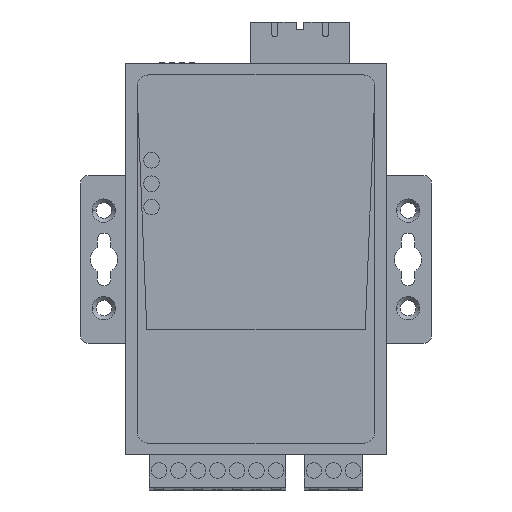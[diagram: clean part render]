
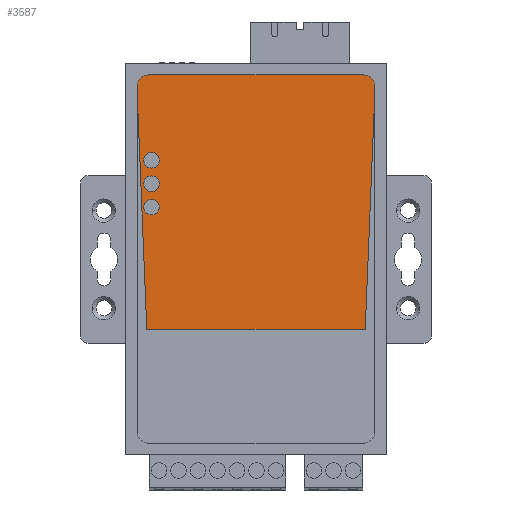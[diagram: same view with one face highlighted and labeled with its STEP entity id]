
A CAD part, top view. The second image highlights one B-rep face of the part: STEP entity #3587.
In plain terms, the highlighted planar face has unit normal (0, 0, 1).
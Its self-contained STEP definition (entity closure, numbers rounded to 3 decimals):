
#3433=AXIS2_PLACEMENT_3D('Circle Axis2P3D',#3431,#3432,$) ;
#3465=AXIS2_PLACEMENT_3D('Circle Axis2P3D',#3463,#3464,$) ;
#3479=AXIS2_PLACEMENT_3D('Plane Axis2P3D',#3476,#3477,#3478) ;
#3506=AXIS2_PLACEMENT_3D('Circle Axis2P3D',#3504,#3505,$) ;
#3520=AXIS2_PLACEMENT_3D('Circle Axis2P3D',#3518,#3519,$) ;
#3553=AXIS2_PLACEMENT_3D('Circle Axis2P3D',#3551,#3552,$) ;
#3562=AXIS2_PLACEMENT_3D('Circle Axis2P3D',#3560,#3561,$) ;
#3571=AXIS2_PLACEMENT_3D('Circle Axis2P3D',#3569,#3570,$) ;
#3580=AXIS2_PLACEMENT_3D('Circle Axis2P3D',#3578,#3579,$) ;
#3428=CARTESIAN_POINT('Vertex',(16.2,84.52,21.1)) ;
#3431=CARTESIAN_POINT('Axis2P3D Location',(18.2,84.52,21.1)) ;
#3435=CARTESIAN_POINT('Vertex',(20.2,84.52,21.1)) ;
#3463=CARTESIAN_POINT('Axis2P3D Location',(18.2,84.52,21.1)) ;
#3476=CARTESIAN_POINT('Axis2P3D Location',(0.,-1.59,21.1)) ;
#3481=CARTESIAN_POINT('Line Origine',(45.,41.15,21.1)) ;
#3485=CARTESIAN_POINT('Vertex',(17.,41.15,21.1)) ;
#3487=CARTESIAN_POINT('Vertex',(73.,41.15,21.1)) ;
#3490=CARTESIAN_POINT('Line Origine',(74.25,71.775,21.1)) ;
#3494=CARTESIAN_POINT('Vertex',(75.5,102.4,21.1)) ;
#3497=CARTESIAN_POINT('Line Origine',(75.5,102.9,21.1)) ;
#3501=CARTESIAN_POINT('Vertex',(75.5,103.4,21.1)) ;
#3504=CARTESIAN_POINT('Axis2P3D Location',(72.5,103.4,21.1)) ;
#3508=CARTESIAN_POINT('Vertex',(72.5,106.4,21.1)) ;
#3511=CARTESIAN_POINT('Line Origine',(45.,106.4,21.1)) ;
#3515=CARTESIAN_POINT('Vertex',(17.5,106.4,21.1)) ;
#3518=CARTESIAN_POINT('Axis2P3D Location',(17.5,103.4,21.1)) ;
#3522=CARTESIAN_POINT('Vertex',(14.5,103.4,21.1)) ;
#3525=CARTESIAN_POINT('Line Origine',(14.5,102.9,21.1)) ;
#3529=CARTESIAN_POINT('Vertex',(14.5,102.4,21.1)) ;
#3532=CARTESIAN_POINT('Line Origine',(15.75,71.775,21.1)) ;
#3551=CARTESIAN_POINT('Axis2P3D Location',(18.2,78.52,21.1)) ;
#3555=CARTESIAN_POINT('Vertex',(20.2,78.52,21.1)) ;
#3557=CARTESIAN_POINT('Vertex',(16.2,78.52,21.1)) ;
#3560=CARTESIAN_POINT('Axis2P3D Location',(18.2,78.52,21.1)) ;
#3569=CARTESIAN_POINT('Axis2P3D Location',(18.2,72.52,21.1)) ;
#3573=CARTESIAN_POINT('Vertex',(20.2,72.52,21.1)) ;
#3575=CARTESIAN_POINT('Vertex',(16.2,72.52,21.1)) ;
#3578=CARTESIAN_POINT('Axis2P3D Location',(18.2,72.52,21.1)) ;
#3432=DIRECTION('Axis2P3D Direction',(0.,0.,1.)) ;
#3464=DIRECTION('Axis2P3D Direction',(0.,0.,1.)) ;
#3477=DIRECTION('Axis2P3D Direction',(0.,0.,1.)) ;
#3478=DIRECTION('Axis2P3D XDirection',(1.,0.,0.)) ;
#3482=DIRECTION('Vector Direction',(1.,0.,0.)) ;
#3491=DIRECTION('Vector Direction',(-0.041,-0.999,0.)) ;
#3498=DIRECTION('Vector Direction',(0.,-1.,0.)) ;
#3505=DIRECTION('Axis2P3D Direction',(0.,0.,1.)) ;
#3512=DIRECTION('Vector Direction',(1.,0.,0.)) ;
#3519=DIRECTION('Axis2P3D Direction',(0.,0.,1.)) ;
#3526=DIRECTION('Vector Direction',(0.,1.,0.)) ;
#3533=DIRECTION('Vector Direction',(-0.041,0.999,0.)) ;
#3552=DIRECTION('Axis2P3D Direction',(0.,0.,1.)) ;
#3561=DIRECTION('Axis2P3D Direction',(0.,0.,1.)) ;
#3570=DIRECTION('Axis2P3D Direction',(0.,0.,1.)) ;
#3579=DIRECTION('Axis2P3D Direction',(0.,0.,1.)) ;
#3483=VECTOR('Line Direction',#3482,1.) ;
#3492=VECTOR('Line Direction',#3491,1.) ;
#3499=VECTOR('Line Direction',#3498,1.) ;
#3513=VECTOR('Line Direction',#3512,1.) ;
#3527=VECTOR('Line Direction',#3526,1.) ;
#3534=VECTOR('Line Direction',#3533,1.) ;
#3538=ORIENTED_EDGE('',*,*,#3489,.T.) ;
#3539=ORIENTED_EDGE('',*,*,#3496,.T.) ;
#3540=ORIENTED_EDGE('',*,*,#3503,.T.) ;
#3541=ORIENTED_EDGE('',*,*,#3510,.T.) ;
#3542=ORIENTED_EDGE('',*,*,#3517,.T.) ;
#3543=ORIENTED_EDGE('',*,*,#3524,.T.) ;
#3544=ORIENTED_EDGE('',*,*,#3531,.T.) ;
#3545=ORIENTED_EDGE('',*,*,#3536,.T.) ;
#3548=ORIENTED_EDGE('',*,*,#3467,.F.) ;
#3549=ORIENTED_EDGE('',*,*,#3437,.F.) ;
#3566=ORIENTED_EDGE('',*,*,#3559,.F.) ;
#3567=ORIENTED_EDGE('',*,*,#3564,.F.) ;
#3584=ORIENTED_EDGE('',*,*,#3577,.F.) ;
#3585=ORIENTED_EDGE('',*,*,#3582,.F.) ;
#3550=FACE_BOUND('',#3547,.T.) ;
#3568=FACE_BOUND('',#3565,.T.) ;
#3586=FACE_BOUND('',#3583,.T.) ;
#3587=ADVANCED_FACE('AUFDRUCK_ORANGE',(#3546,#3550,#3568,#3586),#3480,.T.) ;
#3434=CIRCLE('generated circle',#3433,2.) ;
#3466=CIRCLE('generated circle',#3465,2.) ;
#3507=CIRCLE('generated circle',#3506,3.) ;
#3521=CIRCLE('generated circle',#3520,3.) ;
#3554=CIRCLE('generated circle',#3553,2.) ;
#3563=CIRCLE('generated circle',#3562,2.) ;
#3572=CIRCLE('generated circle',#3571,2.) ;
#3581=CIRCLE('generated circle',#3580,2.) ;
#3437=EDGE_CURVE('',#3429,#3436,#3434,.T.) ;
#3467=EDGE_CURVE('',#3436,#3429,#3466,.T.) ;
#3489=EDGE_CURVE('',#3486,#3488,#3484,.T.) ;
#3496=EDGE_CURVE('',#3488,#3495,#3493,.F.) ;
#3503=EDGE_CURVE('',#3495,#3502,#3500,.F.) ;
#3510=EDGE_CURVE('',#3502,#3509,#3507,.T.) ;
#3517=EDGE_CURVE('',#3509,#3516,#3514,.F.) ;
#3524=EDGE_CURVE('',#3516,#3523,#3521,.T.) ;
#3531=EDGE_CURVE('',#3523,#3530,#3528,.F.) ;
#3536=EDGE_CURVE('',#3530,#3486,#3535,.F.) ;
#3559=EDGE_CURVE('',#3556,#3558,#3554,.T.) ;
#3564=EDGE_CURVE('',#3558,#3556,#3563,.T.) ;
#3577=EDGE_CURVE('',#3574,#3576,#3572,.T.) ;
#3582=EDGE_CURVE('',#3576,#3574,#3581,.T.) ;
#3537=EDGE_LOOP('',(#3538,#3539,#3540,#3541,#3542,#3543,#3544,#3545)) ;
#3547=EDGE_LOOP('',(#3548,#3549)) ;
#3565=EDGE_LOOP('',(#3566,#3567)) ;
#3583=EDGE_LOOP('',(#3584,#3585)) ;
#3546=FACE_OUTER_BOUND('',#3537,.T.) ;
#3484=LINE('Line',#3481,#3483) ;
#3493=LINE('Line',#3490,#3492) ;
#3500=LINE('Line',#3497,#3499) ;
#3514=LINE('Line',#3511,#3513) ;
#3528=LINE('Line',#3525,#3527) ;
#3535=LINE('Line',#3532,#3534) ;
#3480=PLANE('',#3479) ;
#3429=VERTEX_POINT('',#3428) ;
#3436=VERTEX_POINT('',#3435) ;
#3486=VERTEX_POINT('',#3485) ;
#3488=VERTEX_POINT('',#3487) ;
#3495=VERTEX_POINT('',#3494) ;
#3502=VERTEX_POINT('',#3501) ;
#3509=VERTEX_POINT('',#3508) ;
#3516=VERTEX_POINT('',#3515) ;
#3523=VERTEX_POINT('',#3522) ;
#3530=VERTEX_POINT('',#3529) ;
#3556=VERTEX_POINT('',#3555) ;
#3558=VERTEX_POINT('',#3557) ;
#3574=VERTEX_POINT('',#3573) ;
#3576=VERTEX_POINT('',#3575) ;
